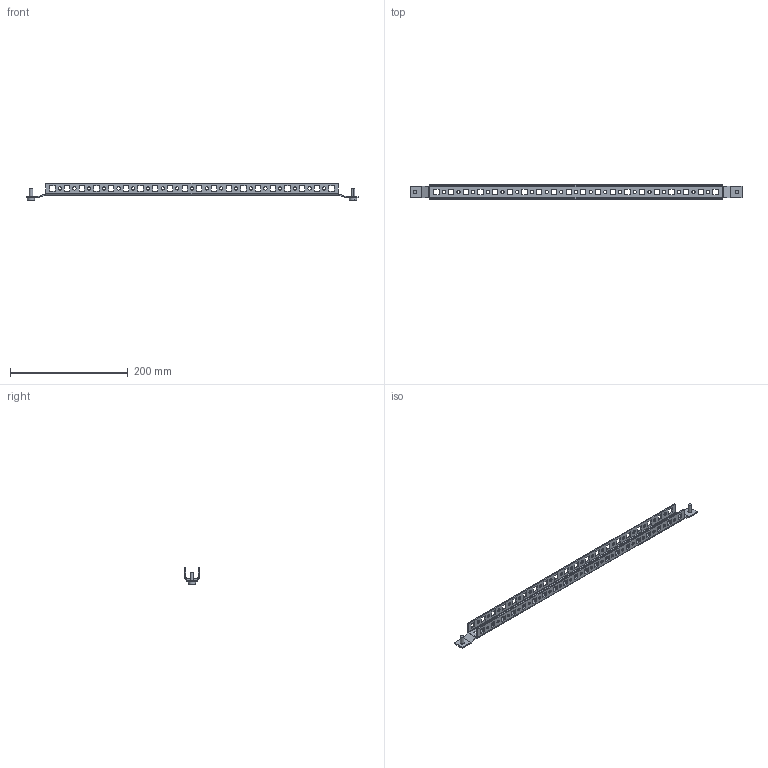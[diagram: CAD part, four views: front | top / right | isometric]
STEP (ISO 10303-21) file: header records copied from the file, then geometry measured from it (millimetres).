
FILE_DESCRIPTION (( 'STEP AP214' ), '1' );
FILE_NAME ('ARN600 Ðåéêà óçêàÿ.step', '2020-11-05T13:39:39', ( '' ), ( '' ), 'SwSTEP 2.0', 'SolidWorks 2019', '' );
FILE_SCHEMA (( 'AUTOMOTIVE_DESIGN' ));
Length unit declared in the file: millimetre
Products named in the file (3): ARN600 Ðåéêà óçêàÿ; AVT001.00.01.12 Ðåéêà óçêàÿ_00; Âèíò ñàìîíàðåçàþùèé Ì6 DIN 7516À_6å16
Assembly tree (3 placements, depth 2):
  ARN600 Ðåéêà óçêàÿ
    AVT001.00.01.12 Ðåéêà óçêàÿ_00
    Âèíò ñàìîíàðåçàþùèé Ì6 DIN 7516À_6å16  x2
Bounding box: 565 x 25 x 29.09 mm (x, y, z)
Volume: 50888.3 mm3; surface area: 59492.5 mm2
Topology: 3 solids, 3 shells, 458 faces, 1302 edges, 852 vertices
Faces by surface type: plane 316, cylinder 138, sphere 4
Entity records: 14758 total; most frequent: CARTESIAN_POINT 2507, ORIENTED_EDGE 2496, DIRECTION 2420, EDGE_CURVE 1248, LINE 962, VECTOR 962, VERTEX_POINT 816, AXIS2_PLACEMENT_3D 729
